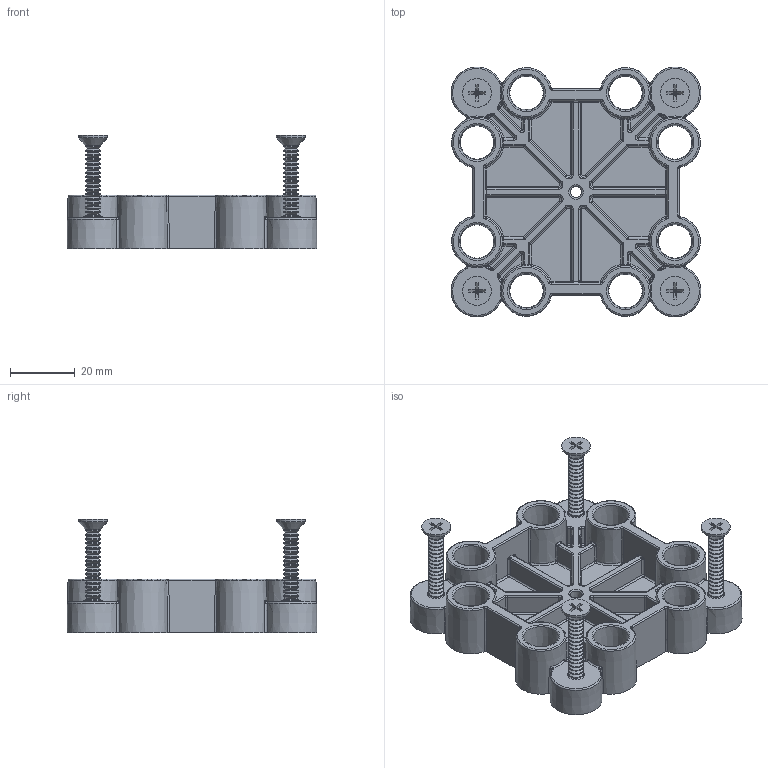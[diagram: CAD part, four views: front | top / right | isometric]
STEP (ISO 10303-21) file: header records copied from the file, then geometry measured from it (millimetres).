
FILE_DESCRIPTION(/* description */ (''),/* implementation_level */ '2;1');
FILE_NAME(/* name */ 'QB-CONN (14L203DD_11).stp',/* time_stamp */ '2015-10-22T15:21:58-04:00',/* author */ (''),/* organization */ (''),/* preprocessor_version */ 'ST-DEVELOPER v15',/* originating_system */ 'SIEMENS PLM Software NX 8.5',/* authorisation */ '');
FILE_SCHEMA (('CONFIG_CONTROL_DESIGN'));
Length unit declared in the file: inch
Products named in the file (2): 14L203RG_00; 14L203DD_11
Assembly tree (4 placements, depth 2):
  14L203DD_11
    14L203RG_00  x4
Bounding box: 76.92 x 76.92 x 34.92 mm (x, y, z)
Volume: 37987.9 mm3; surface area: 28151.5 mm2
Topology: 5 solids, 5 shells, 928 faces, 2096 edges, 1142 vertices
Faces by surface type: cone 248, bspline 226, cylinder 213, plane 130, torus 111
Full cylindrical faces by diameter (mm): 4.724 x96, 5.334 x4, 8.89 x4
Entity records: 24372 total; most frequent: CARTESIAN_POINT 10885, ORIENTED_EDGE 2802, DIRECTION 2592, EDGE_CURVE 1401, AXIS2_PLACEMENT_3D 1148, VERTEX_POINT 853, EDGE_LOOP 802, CIRCLE 669
